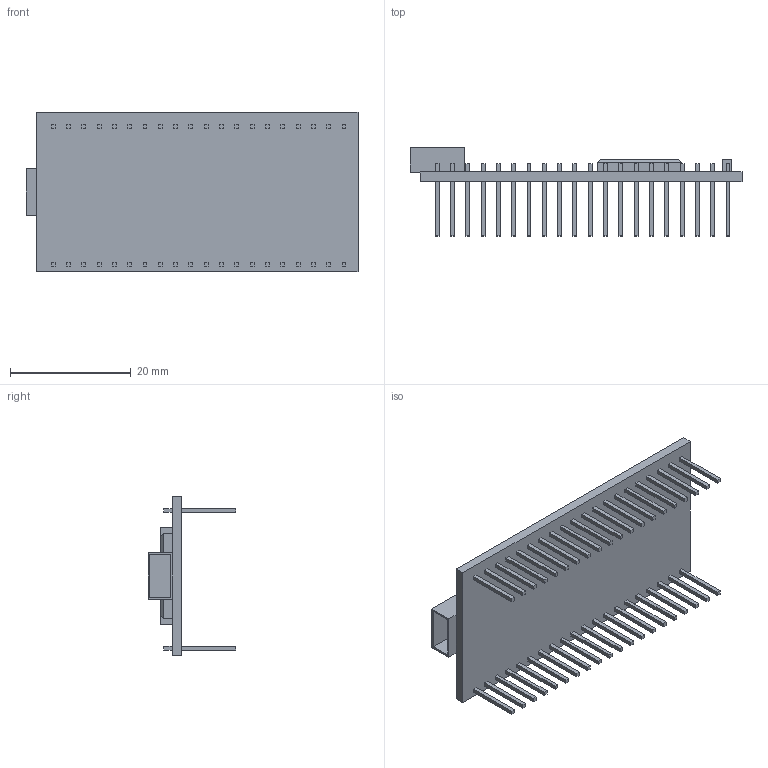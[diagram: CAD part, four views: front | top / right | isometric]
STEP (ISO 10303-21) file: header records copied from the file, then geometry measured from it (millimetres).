
FILE_DESCRIPTION(/* description */ ('Alibre Inc.'),/* implementation_level */ '2;1');
FILE_NAME(/* name */ 'export0',/* time_stamp */ '2011-11-17T13:13:17+01:00',/* author */ (''),/* organization */ (''),/* preprocessor_version */ 'ST-DEVELOPER v12',/* originating_system */ 'Alibre',/* authorisation */ '');
FILE_SCHEMA (('AUTOMOTIVE_DESIGN'));
Length unit declared in the file: centimetre
Bounding box: 55.1 x 14.6 x 26.4 mm (x, y, z)
Volume: 1152.1 mm3; surface area: 7687.7 mm2
Topology: 1 solids, 1 shells, 881 faces, 2114 edges, 1406 vertices
Faces by surface type: plane 881
Entity records: 23324 total; most frequent: ORIENTED_EDGE 4228, CARTESIAN_POINT 4079, DIRECTION 2673, EDGE_CURVE 2114, VECTOR 1952, LINE 1952, VERTEX_POINT 1406, EDGE_LOOP 1052
